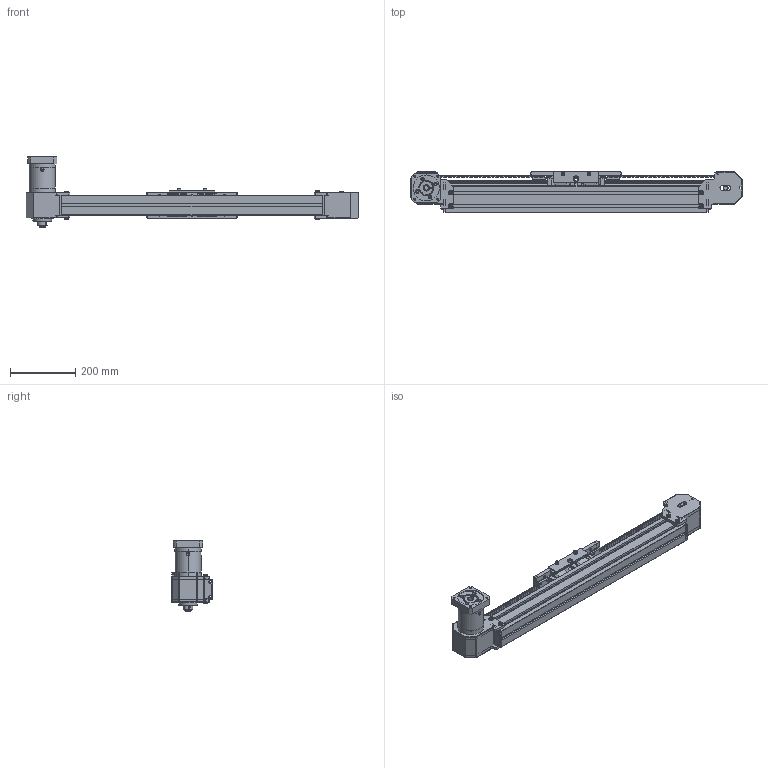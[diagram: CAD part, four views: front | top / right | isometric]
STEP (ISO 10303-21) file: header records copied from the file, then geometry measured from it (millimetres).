
FILE_DESCRIPTION (( 'STEP AP214' ), '1' );
FILE_NAME ('Planetengetriebe lang.STEP', '2015-04-17T17:49:26', ( '' ), ( '' ), 'SwSTEP 2.0', 'SolidWorks 2012', '' );
FILE_SCHEMA (( 'AUTOMOTIVE_DESIGN' ));
Length unit declared in the file: millimetre
Products named in the file (23): Zahnriemen 366; Wagen lang; Anschlag; 6,4 DIN125; M6 x 10 DIN912; Fe03-00-04 A Endschalterplatte; Fe03-00-05 Klemmstück; HGW25CC; Fe03-00-04 Platte; Fe03-00-02 Blech; PLE80 2-stufig; Welle 20 x 80 PLE; M8 x 12 DIN912; Achse 15 x 80; Fe03-00-10; Flanschlager-20; Fe03-00-08; Fe03-00-07; Fe03-00-03; HGW25 Kappe; HGW25 Schiene Easy-Sprint; Aluprofil 80 x 60; Planetengetriebe lang
Assembly tree (70 placements, depth 3):
  Planetengetriebe lang
    Aluprofil 80 x 60
    HGW25 Schiene Easy-Sprint
    HGW25 Kappe  x13
    Fe03-00-03  x2
    Fe03-00-07  x2
    Fe03-00-08  x2
    Flanschlager-20
    Fe03-00-10  x2
    Achse 15 x 80
    M8 x 12 DIN912  x8
    Welle 20 x 80 PLE
    PLE80 2-stufig
    Fe03-00-02 Blech  x2
    Wagen lang
      Fe03-00-04 Platte
      HGW25CC  x2
      Fe03-00-05 Klemmstück  x2
      Fe03-00-04 A Endschalterplatte
      M6 x 10 DIN912  x10
      6,4 DIN125  x2
      Anschlag  x4
      M8 x 12 DIN912  x8
    Zahnriemen 366  x2
Bounding box: 1020 x 125.5 x 216.5 mm (x, y, z)
Volume: 3170845.9 mm3; surface area: 1263460.3 mm2
Topology: 66 solids, 87 shells, 3085 faces, 7979 edges, 5162 vertices
Faces by surface type: plane 1794, cylinder 971, cone 230, torus 52, bspline 38
Entity records: 61028 total; most frequent: CARTESIAN_POINT 11199, DIRECTION 8693, ORIENTED_EDGE 8587, EDGE_CURVE 4316, AXIS2_PLACEMENT_3D 2983, VERTEX_POINT 2833, LINE 2727, VECTOR 2727
